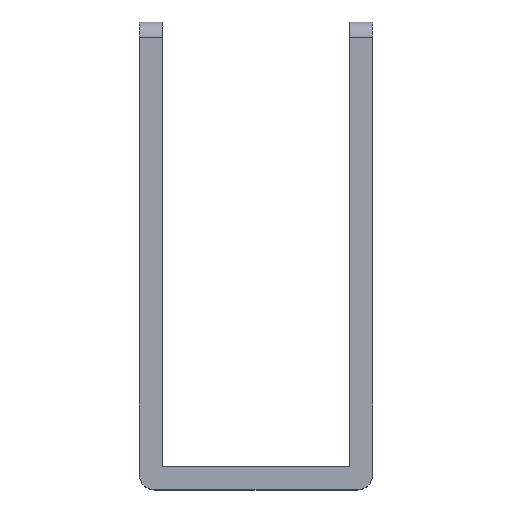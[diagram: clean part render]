
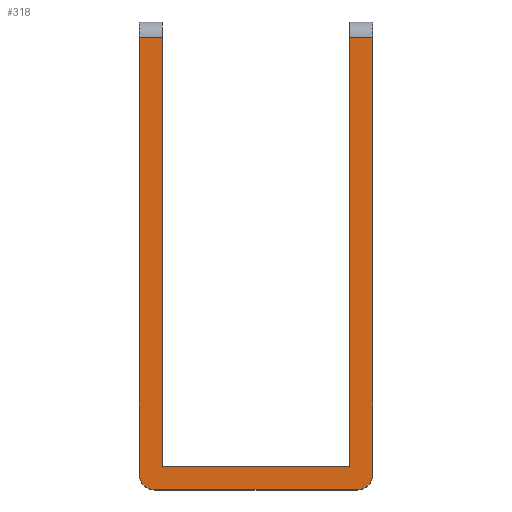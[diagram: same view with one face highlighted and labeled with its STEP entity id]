
A CAD part, top view. The second image highlights one B-rep face of the part: STEP entity #318.
In plain terms, the highlighted planar face has unit normal (0, 0, 1).
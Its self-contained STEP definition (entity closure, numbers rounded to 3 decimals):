
#29 = VECTOR ( 'NONE', #1201, 1000. ) ;
#186 = CARTESIAN_POINT ( 'NONE',  ( -15., 58., 24. ) ) ;
#254 = CIRCLE ( 'NONE', #2556, 2. ) ;
#256 = EDGE_CURVE ( 'NONE', #857, #577, #354, .T. ) ;
#309 = ORIENTED_EDGE ( 'NONE', *, *, #2401, .T. ) ;
#318 = ADVANCED_FACE ( 'NONE', ( #1253 ), #1403, .T. ) ;
#346 = CARTESIAN_POINT ( 'NONE',  ( 13., 2., 24. ) ) ;
#347 = CARTESIAN_POINT ( 'NONE',  ( -12., 60., 24. ) ) ;
#354 = CIRCLE ( 'NONE', #768, 2. ) ;
#363 = EDGE_LOOP ( 'NONE', ( #309, #2351, #2656, #412, #1760, #2535, #589, #1602, #1126, #1814 ) ) ;
#411 = VECTOR ( 'NONE', #741, 1000. ) ;
#412 = ORIENTED_EDGE ( 'NONE', *, *, #1495, .T. ) ;
#512 = CARTESIAN_POINT ( 'NONE',  ( -15., 60., 24. ) ) ;
#573 = DIRECTION ( 'NONE',  ( 1., 0., 0. ) ) ;
#577 = VERTEX_POINT ( 'NONE', #1321 ) ;
#589 = ORIENTED_EDGE ( 'NONE', *, *, #1612, .T. ) ;
#674 = VECTOR ( 'NONE', #910, 1000. ) ;
#719 = DIRECTION ( 'NONE',  ( 0., -1., 0. ) ) ;
#741 = DIRECTION ( 'NONE',  ( 0., -1., 0. ) ) ;
#758 = VERTEX_POINT ( 'NONE', #778 ) ;
#768 = AXIS2_PLACEMENT_3D ( 'NONE', #346, #1802, #573 ) ;
#778 = CARTESIAN_POINT ( 'NONE',  ( -12., 58., 24. ) ) ;
#805 = LINE ( 'NONE', #2371, #674 ) ;
#857 = VERTEX_POINT ( 'NONE', #1004 ) ;
#866 = EDGE_CURVE ( 'NONE', #758, #2180, #2258, .T. ) ;
#870 = VECTOR ( 'NONE', #719, 1000. ) ;
#910 = DIRECTION ( 'NONE',  ( 1., 0., 0. ) ) ;
#949 = DIRECTION ( 'NONE',  ( 0., 0., 1. ) ) ;
#1004 = CARTESIAN_POINT ( 'NONE',  ( 13., 0., 24. ) ) ;
#1049 = VERTEX_POINT ( 'NONE', #1894 ) ;
#1126 = ORIENTED_EDGE ( 'NONE', *, *, #2042, .T. ) ;
#1156 = CARTESIAN_POINT ( 'NONE',  ( 15., 60., 24. ) ) ;
#1175 = DIRECTION ( 'NONE',  ( 0., 1., 0. ) ) ;
#1201 = DIRECTION ( 'NONE',  ( -1., 0., 0. ) ) ;
#1215 = DIRECTION ( 'NONE',  ( -1., 0., 0. ) ) ;
#1253 = FACE_OUTER_BOUND ( 'NONE', #363, .T. ) ;
#1321 = CARTESIAN_POINT ( 'NONE',  ( 15., 2., 24. ) ) ;
#1328 = CARTESIAN_POINT ( 'NONE',  ( -12., 3., 24. ) ) ;
#1352 = CARTESIAN_POINT ( 'NONE',  ( 12., 60., 24. ) ) ;
#1403 = PLANE ( 'NONE',  #1882 ) ;
#1412 = VERTEX_POINT ( 'NONE', #2242 ) ;
#1421 = CARTESIAN_POINT ( 'NONE',  ( 12., 58., 24. ) ) ;
#1425 = VERTEX_POINT ( 'NONE', #2441 ) ;
#1464 = LINE ( 'NONE', #347, #2513 ) ;
#1495 = EDGE_CURVE ( 'NONE', #1049, #1425, #2299, .T. ) ;
#1537 = VECTOR ( 'NONE', #1622, 1000. ) ;
#1602 = ORIENTED_EDGE ( 'NONE', *, *, #866, .T. ) ;
#1612 = EDGE_CURVE ( 'NONE', #2096, #758, #1464, .T. ) ;
#1619 = DIRECTION ( 'NONE',  ( 1., 0., 0. ) ) ;
#1622 = DIRECTION ( 'NONE',  ( -1., 0., 0. ) ) ;
#1691 = VERTEX_POINT ( 'NONE', #2256 ) ;
#1730 = VECTOR ( 'NONE', #1215, 1000. ) ;
#1760 = ORIENTED_EDGE ( 'NONE', *, *, #2510, .T. ) ;
#1802 = DIRECTION ( 'NONE',  ( 0., 0., 1. ) ) ;
#1814 = ORIENTED_EDGE ( 'NONE', *, *, #2131, .T. ) ;
#1821 = DIRECTION ( 'NONE',  ( 0., 0., 1. ) ) ;
#1882 = AXIS2_PLACEMENT_3D ( 'NONE', #2453, #1821, #1619 ) ;
#1894 = CARTESIAN_POINT ( 'NONE',  ( 15., 58., 24. ) ) ;
#1909 = VERTEX_POINT ( 'NONE', #2130 ) ;
#2042 = EDGE_CURVE ( 'NONE', #2180, #1691, #2524, .T. ) ;
#2096 = VERTEX_POINT ( 'NONE', #1328 ) ;
#2130 = CARTESIAN_POINT ( 'NONE',  ( 12., 3., 24. ) ) ;
#2131 = EDGE_CURVE ( 'NONE', #1691, #1412, #254, .T. ) ;
#2180 = VERTEX_POINT ( 'NONE', #2423 ) ;
#2213 = CARTESIAN_POINT ( 'NONE',  ( -13., 2., 24. ) ) ;
#2217 = DIRECTION ( 'NONE',  ( 0., 1., 0. ) ) ;
#2242 = CARTESIAN_POINT ( 'NONE',  ( -13., 0., 24. ) ) ;
#2256 = CARTESIAN_POINT ( 'NONE',  ( -15., 2., 24. ) ) ;
#2258 = LINE ( 'NONE', #186, #29 ) ;
#2299 = LINE ( 'NONE', #1421, #1730 ) ;
#2351 = ORIENTED_EDGE ( 'NONE', *, *, #256, .T. ) ;
#2371 = CARTESIAN_POINT ( 'NONE',  ( -15., 0., 24. ) ) ;
#2401 = EDGE_CURVE ( 'NONE', #1412, #857, #805, .T. ) ;
#2415 = DIRECTION ( 'NONE',  ( 1., 0., 0. ) ) ;
#2423 = CARTESIAN_POINT ( 'NONE',  ( -15., 58., 24. ) ) ;
#2441 = CARTESIAN_POINT ( 'NONE',  ( 12., 58., 24. ) ) ;
#2453 = CARTESIAN_POINT ( 'NONE',  ( 0., 0., 24. ) ) ;
#2463 = CARTESIAN_POINT ( 'NONE',  ( -12., 3., 24. ) ) ;
#2489 = VECTOR ( 'NONE', #2217, 1000. ) ;
#2510 = EDGE_CURVE ( 'NONE', #1425, #1909, #2612, .T. ) ;
#2513 = VECTOR ( 'NONE', #1175, 1000. ) ;
#2524 = LINE ( 'NONE', #512, #870 ) ;
#2535 = ORIENTED_EDGE ( 'NONE', *, *, #2671, .T. ) ;
#2545 = EDGE_CURVE ( 'NONE', #577, #1049, #2550, .T. ) ;
#2550 = LINE ( 'NONE', #1156, #2489 ) ;
#2556 = AXIS2_PLACEMENT_3D ( 'NONE', #2213, #949, #2415 ) ;
#2612 = LINE ( 'NONE', #1352, #411 ) ;
#2644 = LINE ( 'NONE', #2463, #1537 ) ;
#2656 = ORIENTED_EDGE ( 'NONE', *, *, #2545, .T. ) ;
#2671 = EDGE_CURVE ( 'NONE', #1909, #2096, #2644, .T. ) ;
